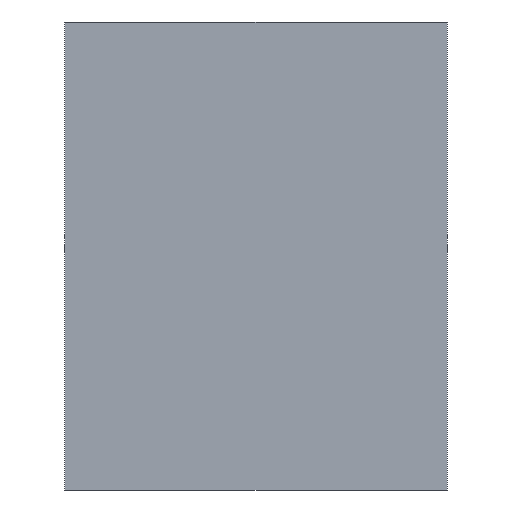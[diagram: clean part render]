
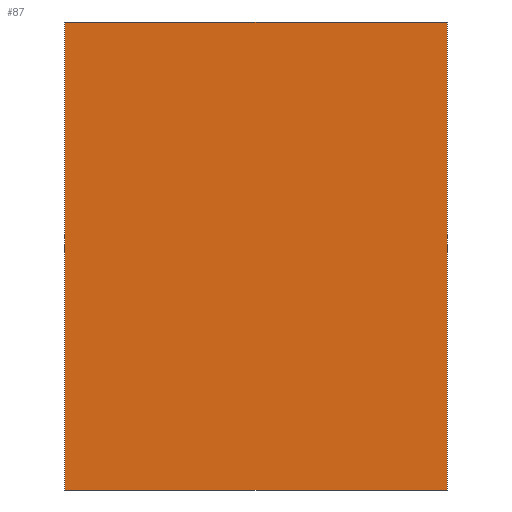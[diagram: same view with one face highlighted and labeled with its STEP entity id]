
A CAD part, front view. The second image highlights one B-rep face of the part: STEP entity #87.
In plain terms, the highlighted planar face has unit normal (0, -1, 0).
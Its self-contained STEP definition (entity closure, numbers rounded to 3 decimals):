
#1 = LINE ( 'NONE', #7, #207 ) ;
#4 = CARTESIAN_POINT ( 'NONE',  ( 184., -0.75, -225. ) ) ;
#5 = CARTESIAN_POINT ( 'NONE',  ( 184., -0.75, 225. ) ) ;
#6 = LINE ( 'NONE', #173, #62 ) ;
#7 = CARTESIAN_POINT ( 'NONE',  ( -184., -0.75, 225. ) ) ;
#9 = DIRECTION ( 'NONE',  ( 0., -1., 0. ) ) ;
#22 = CARTESIAN_POINT ( 'NONE',  ( 184., -0.75, 225. ) ) ;
#29 = VECTOR ( 'NONE', #168, 1000. ) ;
#44 = VERTEX_POINT ( 'NONE', #45 ) ;
#45 = CARTESIAN_POINT ( 'NONE',  ( -184., -0.75, -225. ) ) ;
#51 = VECTOR ( 'NONE', #172, 1000. ) ;
#53 = DIRECTION ( 'NONE',  ( 0., 0., 1. ) ) ;
#62 = VECTOR ( 'NONE', #53, 1000. ) ;
#74 = CARTESIAN_POINT ( 'NONE',  ( -184., -0.75, 225. ) ) ;
#80 = PLANE ( 'NONE',  #214 ) ;
#87 = ADVANCED_FACE ( 'NONE', ( #110 ), #80, .T. ) ;
#89 = DIRECTION ( 'NONE',  ( 1., 0., 0. ) ) ;
#94 = ORIENTED_EDGE ( 'NONE', *, *, #215, .F. ) ;
#110 = FACE_OUTER_BOUND ( 'NONE', #130, .T. ) ;
#111 = VERTEX_POINT ( 'NONE', #74 ) ;
#112 = EDGE_CURVE ( 'NONE', #210, #134, #125, .T. ) ;
#118 = ORIENTED_EDGE ( 'NONE', *, *, #191, .F. ) ;
#120 = EDGE_CURVE ( 'NONE', #111, #210, #1, .T. ) ;
#123 = CARTESIAN_POINT ( 'NONE',  ( 184., -0.75, -225. ) ) ;
#125 = LINE ( 'NONE', #5, #51 ) ;
#126 = ORIENTED_EDGE ( 'NONE', *, *, #120, .F. ) ;
#130 = EDGE_LOOP ( 'NONE', ( #197, #126, #94, #118 ) ) ;
#134 = VERTEX_POINT ( 'NONE', #123 ) ;
#151 = DIRECTION ( 'NONE',  ( 0., 0., -1. ) ) ;
#168 = DIRECTION ( 'NONE',  ( -1., 0., 0. ) ) ;
#171 = LINE ( 'NONE', #204, #29 ) ;
#172 = DIRECTION ( 'NONE',  ( 0., 0., -1. ) ) ;
#173 = CARTESIAN_POINT ( 'NONE',  ( -184., -0.75, 225. ) ) ;
#191 = EDGE_CURVE ( 'NONE', #134, #44, #171, .T. ) ;
#197 = ORIENTED_EDGE ( 'NONE', *, *, #112, .F. ) ;
#204 = CARTESIAN_POINT ( 'NONE',  ( -184., -0.75, -225. ) ) ;
#207 = VECTOR ( 'NONE', #89, 1000. ) ;
#210 = VERTEX_POINT ( 'NONE', #22 ) ;
#214 = AXIS2_PLACEMENT_3D ( 'NONE', #4, #9, #151 ) ;
#215 = EDGE_CURVE ( 'NONE', #44, #111, #6, .T. ) ;
